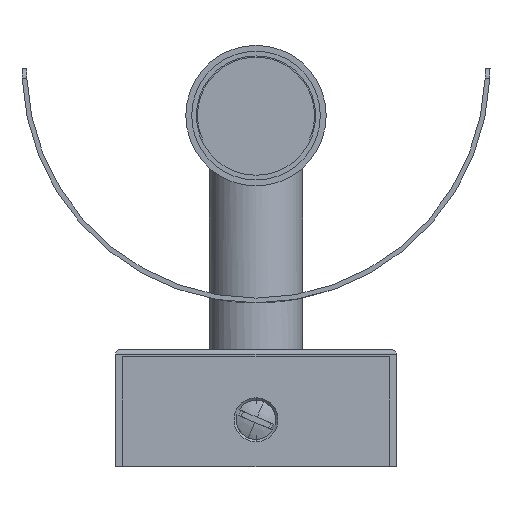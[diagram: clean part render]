
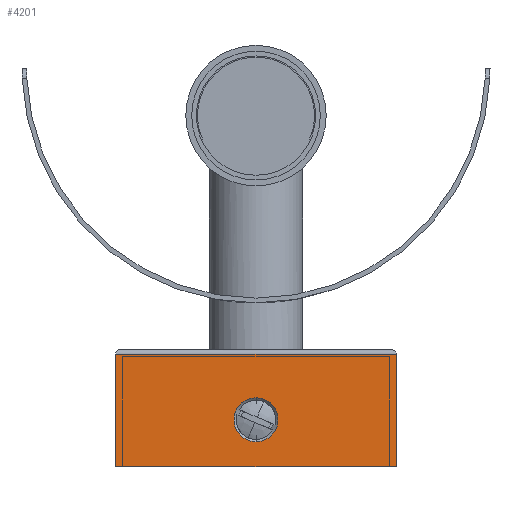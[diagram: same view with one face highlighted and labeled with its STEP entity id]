
A CAD part, front view. The second image highlights one B-rep face of the part: STEP entity #4201.
In plain terms, the highlighted planar face has unit normal (0, -1, 0).
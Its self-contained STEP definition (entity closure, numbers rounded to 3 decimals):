
#17 = EDGE_CURVE ( 'NONE', #285, #3973, #4652, .T. ) ;
#120 = CARTESIAN_POINT ( 'NONE',  ( 0., -60., 10. ) ) ;
#151 = CARTESIAN_POINT ( 'NONE',  ( -30., -60., 0. ) ) ;
#285 = VERTEX_POINT ( 'NONE', #3010 ) ;
#380 = EDGE_LOOP ( 'NONE', ( #3432, #2728, #696, #2607 ) ) ;
#490 = DIRECTION ( 'NONE',  ( 0., 0., -1. ) ) ;
#553 = EDGE_CURVE ( 'NONE', #2095, #3973, #3874, .T. ) ;
#696 = ORIENTED_EDGE ( 'NONE', *, *, #3751, .T. ) ;
#699 = EDGE_CURVE ( 'NONE', #285, #2790, #1147, .T. ) ;
#701 = CARTESIAN_POINT ( 'NONE',  ( 30., -60., 25. ) ) ;
#1040 = LINE ( 'NONE', #1633, #4511 ) ;
#1147 = LINE ( 'NONE', #3359, #1229 ) ;
#1229 = VECTOR ( 'NONE', #2582, 1000. ) ;
#1392 = DIRECTION ( 'NONE',  ( 0., 1., 0. ) ) ;
#1399 = CARTESIAN_POINT ( 'NONE',  ( 30., -60., 25. ) ) ;
#1409 = DIRECTION ( 'NONE',  ( 1., 0., 0. ) ) ;
#1439 = DIRECTION ( 'NONE',  ( 0., -1., 0. ) ) ;
#1551 = AXIS2_PLACEMENT_3D ( 'NONE', #4455, #2161, #490 ) ;
#1633 = CARTESIAN_POINT ( 'NONE',  ( -30., -60., 25. ) ) ;
#1714 = VERTEX_POINT ( 'NONE', #4358 ) ;
#1717 = CARTESIAN_POINT ( 'NONE',  ( 0., -60., 14.7 ) ) ;
#1718 = FACE_BOUND ( 'NONE', #3312, .T. ) ;
#1740 = VECTOR ( 'NONE', #1409, 1000. ) ;
#1743 = DIRECTION ( 'NONE',  ( 0., 0., -1. ) ) ;
#1863 = ORIENTED_EDGE ( 'NONE', *, *, #4563, .F. ) ;
#2057 = VECTOR ( 'NONE', #2471, 1000. ) ;
#2083 = AXIS2_PLACEMENT_3D ( 'NONE', #120, #1439, #4437 ) ;
#2089 = ORIENTED_EDGE ( 'NONE', *, *, #2529, .F. ) ;
#2095 = VERTEX_POINT ( 'NONE', #151 ) ;
#2161 = DIRECTION ( 'NONE',  ( 0., -1., 0. ) ) ;
#2414 = VERTEX_POINT ( 'NONE', #1717 ) ;
#2471 = DIRECTION ( 'NONE',  ( 0., 0., -1. ) ) ;
#2529 = EDGE_CURVE ( 'NONE', #1714, #2414, #2918, .T. ) ;
#2582 = DIRECTION ( 'NONE',  ( -1., 0., 0. ) ) ;
#2607 = ORIENTED_EDGE ( 'NONE', *, *, #553, .T. ) ;
#2728 = ORIENTED_EDGE ( 'NONE', *, *, #699, .T. ) ;
#2790 = VERTEX_POINT ( 'NONE', #4159 ) ;
#2822 = CARTESIAN_POINT ( 'NONE',  ( 30., -60., 0. ) ) ;
#2918 = CIRCLE ( 'NONE', #2083, 4.7 ) ;
#3010 = CARTESIAN_POINT ( 'NONE',  ( 30., -60., 24. ) ) ;
#3182 = FACE_OUTER_BOUND ( 'NONE', #380, .T. ) ;
#3312 = EDGE_LOOP ( 'NONE', ( #2089, #1863 ) ) ;
#3359 = CARTESIAN_POINT ( 'NONE',  ( 30., -60., 24. ) ) ;
#3432 = ORIENTED_EDGE ( 'NONE', *, *, #17, .F. ) ;
#3751 = EDGE_CURVE ( 'NONE', #2790, #2095, #1040, .T. ) ;
#3874 = LINE ( 'NONE', #2822, #1740 ) ;
#3893 = CARTESIAN_POINT ( 'NONE',  ( 30., -60., 0. ) ) ;
#3911 = DIRECTION ( 'NONE',  ( -1., 0., 0. ) ) ;
#3964 = PLANE ( 'NONE',  #4446 ) ;
#3973 = VERTEX_POINT ( 'NONE', #3893 ) ;
#4159 = CARTESIAN_POINT ( 'NONE',  ( -30., -60., 24. ) ) ;
#4201 = ADVANCED_FACE ( 'NONE', ( #1718, #3182 ), #3964, .F. ) ;
#4358 = CARTESIAN_POINT ( 'NONE',  ( 0., -60., 5.3 ) ) ;
#4437 = DIRECTION ( 'NONE',  ( 0., 0., -1. ) ) ;
#4446 = AXIS2_PLACEMENT_3D ( 'NONE', #701, #1392, #3911 ) ;
#4455 = CARTESIAN_POINT ( 'NONE',  ( 0., -60., 10. ) ) ;
#4508 = CIRCLE ( 'NONE', #1551, 4.7 ) ;
#4511 = VECTOR ( 'NONE', #1743, 1000. ) ;
#4563 = EDGE_CURVE ( 'NONE', #2414, #1714, #4508, .T. ) ;
#4652 = LINE ( 'NONE', #1399, #2057 ) ;
